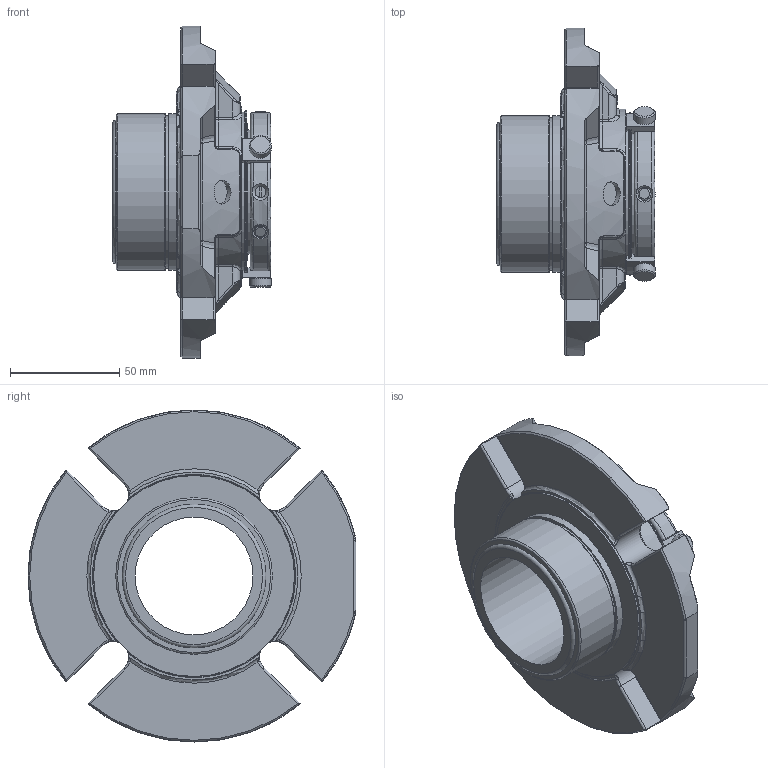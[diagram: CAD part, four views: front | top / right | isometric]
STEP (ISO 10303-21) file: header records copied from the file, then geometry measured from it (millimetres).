
FILE_DESCRIPTION(/* description */ ('Unknown'),/* implementation_level */ '2;1');
FILE_NAME(/* name */ '2.125',/* time_stamp */ '2023-02-14T16:24:37+00:00',/* author */ ('Unknown'),/* organization */ ('Unknown'),/* preprocessor_version */ 'ST-DEVELOPER v16.7',/* originating_system */ 'Solid Edge',/* authorisation */ 'Unknown');
FILE_SCHEMA (('AUTOMOTIVE_DESIGN {1 0 10303 214 3 1 1}'));
Length unit declared in the file: millimetre
Products named in the file (1): 2.125
Bounding box: 72.74 x 150.27 x 152.15 mm (x, y, z)
Volume: 329229.7 mm3; surface area: 74157.9 mm2
Topology: 1 solids, 1 shells, 651 faces, 1652 edges, 1031 vertices
Faces by surface type: plane 222, cylinder 166, bspline 99, torus 92, sphere 42, cone 30
Full cylindrical faces by diameter (mm): 3.761 x1, 5 x2, 6 x6, 10 x3, 10.998 x3, 53.975 x1, 57.125 x1, 62.484 x1, 65.913 x1, 69.952 x1, 71.704 x1, 71.755 x2, 72.974 x1, 74.498 x1, 92.075 x1
Entity records: 26882 total; most frequent: CARTESIAN_POINT 7816, ORIENTED_EDGE 3128, DIRECTION 2819, EDGE_CURVE 1564, AXIS2_PLACEMENT_3D 1140, VERTEX_POINT 999, EDGE_LOOP 749, FACE_BOUND 749
